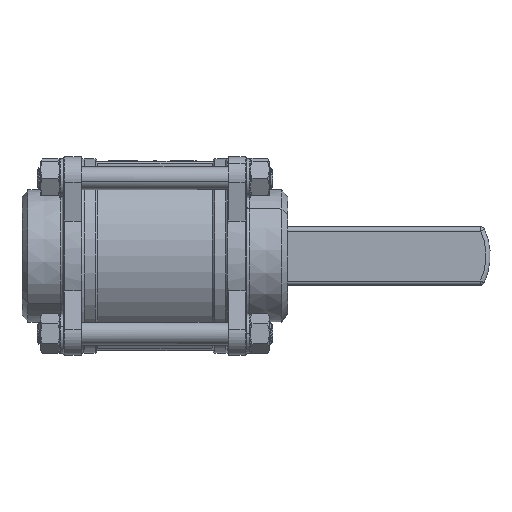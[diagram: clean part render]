
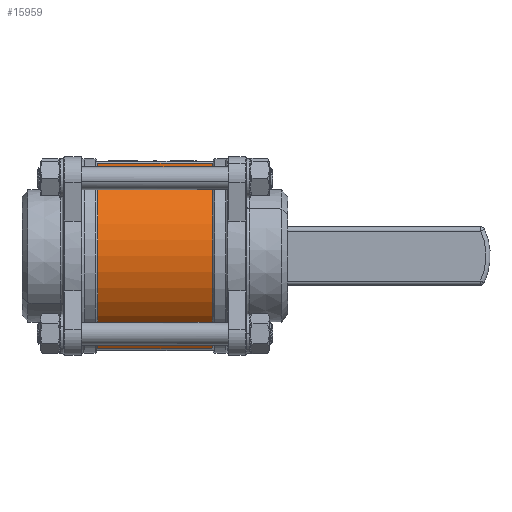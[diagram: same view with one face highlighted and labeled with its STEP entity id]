
A CAD part, front view. The second image highlights one B-rep face of the part: STEP entity #15959.
In plain terms, the highlighted cylindrical face has radius 66.5 mm (diameter 133 mm), a partial arc.
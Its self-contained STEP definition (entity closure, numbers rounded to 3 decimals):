
#10447 = VERTEX_POINT ( 'NONE', #41516 ) ;
#10552 = EDGE_CURVE ( 'NONE', #10447, #10554, #41671, .T. ) ;
#10554 = VERTEX_POINT ( 'NONE', #41718 ) ;
#15935 = ORIENTED_EDGE ( 'NONE', *, *, #15953, .F. ) ;
#15936 = ORIENTED_EDGE ( 'NONE', *, *, #15937, .T. ) ;
#15937 = EDGE_CURVE ( 'NONE', #15954, #15938, #62268, .T. ) ;
#15938 = VERTEX_POINT ( 'NONE', #62327 ) ;
#15939 = ORIENTED_EDGE ( 'NONE', *, *, #15940, .F. ) ;
#15940 = EDGE_CURVE ( 'NONE', #10554, #15938, #62326, .T. ) ;
#15953 = EDGE_CURVE ( 'NONE', #15954, #10447, #62301, .T. ) ;
#15954 = VERTEX_POINT ( 'NONE', #62297 ) ;
#15959 = ADVANCED_FACE ( 'NONE', ( #62354 ), #62348, .T. ) ;
#15960 = EDGE_LOOP ( 'NONE', ( #15961, #15935, #15936, #15939 ) ) ;
#15961 = ORIENTED_EDGE ( 'NONE', *, *, #10552, .F. ) ;
#41516 = CARTESIAN_POINT ( 'NONE',  ( 40.25, -13.841, 65.044 ) ) ;
#41670 = AXIS2_PLACEMENT_3D ( 'NONE', #41677, #41726, #41725 ) ;
#41671 = CIRCLE ( 'NONE', #41670, 66.5 ) ;
#41677 = CARTESIAN_POINT ( 'NONE',  ( 40.25, 0., 0. ) ) ;
#41718 = CARTESIAN_POINT ( 'NONE',  ( 40.25, -13.841, -65.044 ) ) ;
#41725 = DIRECTION ( 'NONE',  ( 0., -1., 0. ) ) ;
#41726 = DIRECTION ( 'NONE',  ( 1., 0., 0. ) ) ;
#62264 = DIRECTION ( 'NONE',  ( 0., -1., 0. ) ) ;
#62265 = DIRECTION ( 'NONE',  ( 1., 0., 0. ) ) ;
#62266 = CARTESIAN_POINT ( 'NONE',  ( -40.25, 0., 0. ) ) ;
#62267 = AXIS2_PLACEMENT_3D ( 'NONE', #62266, #62265, #62264 ) ;
#62268 = CIRCLE ( 'NONE', #62267, 66.5 ) ;
#62297 = CARTESIAN_POINT ( 'NONE',  ( -40.25, -13.841, 65.044 ) ) ;
#62298 = DIRECTION ( 'NONE',  ( 1., 0., 0. ) ) ;
#62299 = VECTOR ( 'NONE', #62298, 1000. ) ;
#62300 = CARTESIAN_POINT ( 'NONE',  ( 0., -13.841, 65.044 ) ) ;
#62301 = LINE ( 'NONE', #62300, #62299 ) ;
#62323 = DIRECTION ( 'NONE',  ( -1., 0., 0. ) ) ;
#62324 = VECTOR ( 'NONE', #62323, 1000. ) ;
#62325 = CARTESIAN_POINT ( 'NONE',  ( 0., -13.841, -65.044 ) ) ;
#62326 = LINE ( 'NONE', #62325, #62324 ) ;
#62327 = CARTESIAN_POINT ( 'NONE',  ( -40.25, -13.841, -65.044 ) ) ;
#62344 = DIRECTION ( 'NONE',  ( 0., 0., 1. ) ) ;
#62345 = DIRECTION ( 'NONE',  ( -1., 0., 0. ) ) ;
#62346 = CARTESIAN_POINT ( 'NONE',  ( 40.25, 0., 0. ) ) ;
#62347 = AXIS2_PLACEMENT_3D ( 'NONE', #62346, #62345, #62344 ) ;
#62348 = CYLINDRICAL_SURFACE ( 'NONE', #62347, 66.5 ) ;
#62354 = FACE_OUTER_BOUND ( 'NONE', #15960, .T. ) ;
